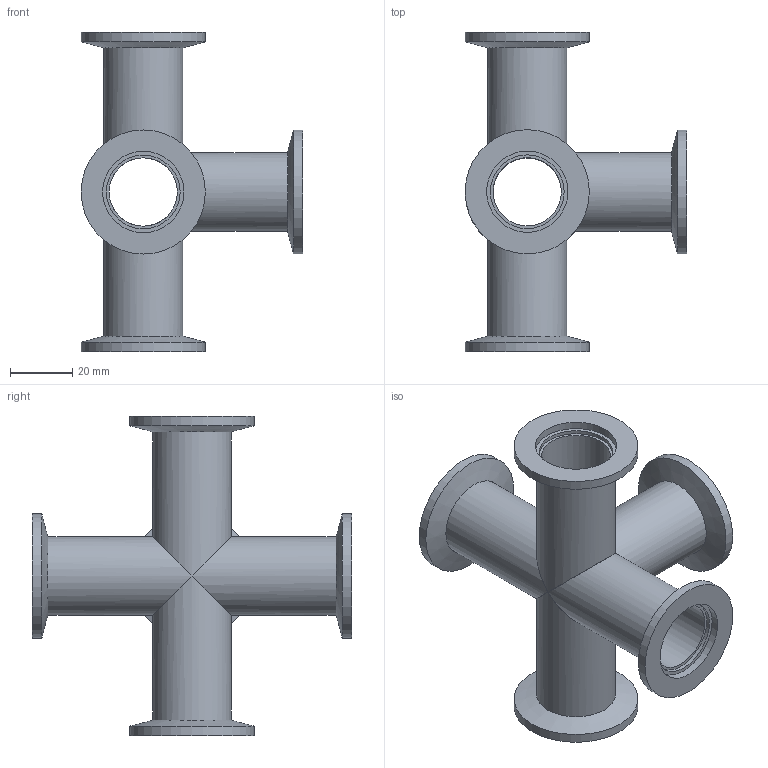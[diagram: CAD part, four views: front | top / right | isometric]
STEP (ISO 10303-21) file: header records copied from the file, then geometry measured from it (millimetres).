
FILE_DESCRIPTION(/* description */ (''),/* implementation_level */ '2;1');
FILE_NAME(/* name */ 'FL-5X25KF.stp',/* time_stamp */ '2019-02-01T08:56:39+00:00',/* author */ ('paul'),/* organization */ (''),/* preprocessor_version */ 'ST-DEVELOPER v17.2',/* originating_system */ 'Autodesk Inventor 2019',/* authorisation */ '');
FILE_SCHEMA (('AUTOMOTIVE_DESIGN { 1 0 10303 214 3 1 1 }'));
Length unit declared in the file: millimetre
Products named in the file (4): FL-5X25KF; Tube; Tube 2; FL-25KF-25W
Assembly tree (10 placements, depth 2):
  FL-5X25KF
    Tube  x4
    FL-25KF-25W  x5
    Tube 2
Bounding box: 71.4 x 102.8 x 102.8 mm (x, y, z)
Volume: 38787.3 mm3; surface area: 42117.2 mm2
Topology: 10 solids, 10 shells, 71 faces, 183 edges, 132 vertices
Faces by surface type: plane 36, cylinder 30, cone 5
Full cylindrical faces by diameter (mm): 22 x5, 23.75 x5, 25.4 x5, 25.6 x5, 26.2 x5, 40 x5
Entity records: 885 total; most frequent: DIRECTION 162, CARTESIAN_POINT 127, ORIENTED_EDGE 108, AXIS2_PLACEMENT_3D 73, EDGE_CURVE 54, VERTEX_POINT 38, EDGE_LOOP 26, FACE_OUTER_BOUND 21
